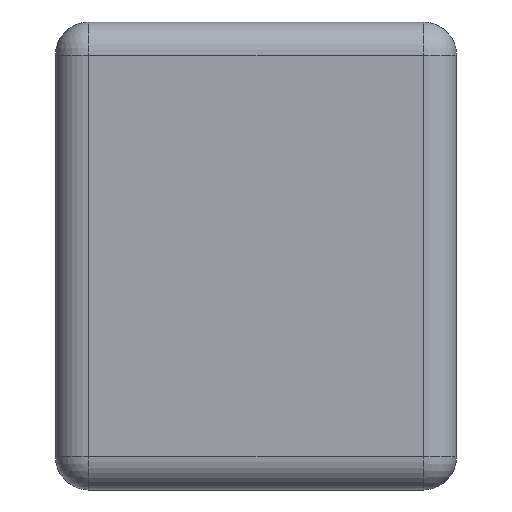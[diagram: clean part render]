
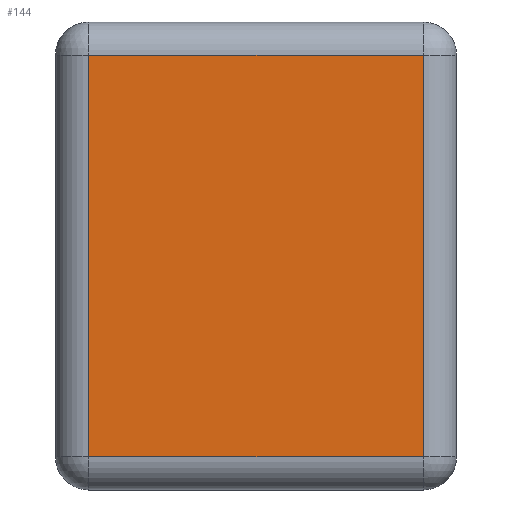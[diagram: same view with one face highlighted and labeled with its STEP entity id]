
A CAD part, left-side view. The second image highlights one B-rep face of the part: STEP entity #144.
In plain terms, the highlighted planar face has unit normal (-1, 0, 0).
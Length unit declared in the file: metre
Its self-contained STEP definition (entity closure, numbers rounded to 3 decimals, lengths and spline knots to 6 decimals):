
#144 = ADVANCED_FACE( '', ( #293 ), #294, .F. );
#293 = FACE_OUTER_BOUND( '', #448, .T. );
#294 = PLANE( '', #449 );
#448 = EDGE_LOOP( '', ( #752, #753, #754, #755 ) );
#449 = AXIS2_PLACEMENT_3D( '', #756, #757, #758 );
#752 = ORIENTED_EDGE( '', *, *, #985, .T. );
#753 = ORIENTED_EDGE( '', *, *, #870, .T. );
#754 = ORIENTED_EDGE( '', *, *, #963, .T. );
#755 = ORIENTED_EDGE( '', *, *, #986, .T. );
#756 = CARTESIAN_POINT( '', ( -0.0003, -0.00015, 0.000175 ) );
#757 = DIRECTION( '', ( 1., 0., 0. ) );
#758 = DIRECTION( '', ( 0., 0., -1. ) );
#870 = EDGE_CURVE( '', #1009, #1014, #1016, .T. );
#963 = EDGE_CURVE( '', #1014, #1152, #1154, .F. );
#985 = EDGE_CURVE( '', #1085, #1009, #1182, .T. );
#986 = EDGE_CURVE( '', #1152, #1085, #1183, .F. );
#1009 = VERTEX_POINT( '', #1207 );
#1014 = VERTEX_POINT( '', #1213 );
#1016 = LINE( '', #1215, #1216 );
#1085 = VERTEX_POINT( '', #1301 );
#1152 = VERTEX_POINT( '', #1388 );
#1154 = LINE( '', #1390, #1391 );
#1182 = LINE( '', #1427, #1428 );
#1183 = LINE( '', #1429, #1430 );
#1207 = CARTESIAN_POINT( '', ( -0.0003, 0.000125, 0.000325 ) );
#1213 = CARTESIAN_POINT( '', ( -0.0003, 0.000125, 0.000025 ) );
#1215 = CARTESIAN_POINT( '', ( -0.0003, 0.000125, 0.000175 ) );
#1216 = VECTOR( '', #1467, 1. );
#1301 = CARTESIAN_POINT( '', ( -0.0003, -0.000125, 0.000325 ) );
#1388 = CARTESIAN_POINT( '', ( -0.0003, -0.000125, 0.000025 ) );
#1390 = CARTESIAN_POINT( '', ( -0.0003, -0.00015, 0.000025 ) );
#1391 = VECTOR( '', #1600, 1. );
#1427 = CARTESIAN_POINT( '', ( -0.0003, -0.00015, 0.000325 ) );
#1428 = VECTOR( '', #1624, 1. );
#1429 = CARTESIAN_POINT( '', ( -0.0003, -0.000125, 0.00035 ) );
#1430 = VECTOR( '', #1625, 1. );
#1467 = DIRECTION( '', ( 0., 0., -1. ) );
#1600 = DIRECTION( '', ( 0., 1., 0. ) );
#1624 = DIRECTION( '', ( 0., 1., 0. ) );
#1625 = DIRECTION( '', ( 0., 0., -1. ) );
